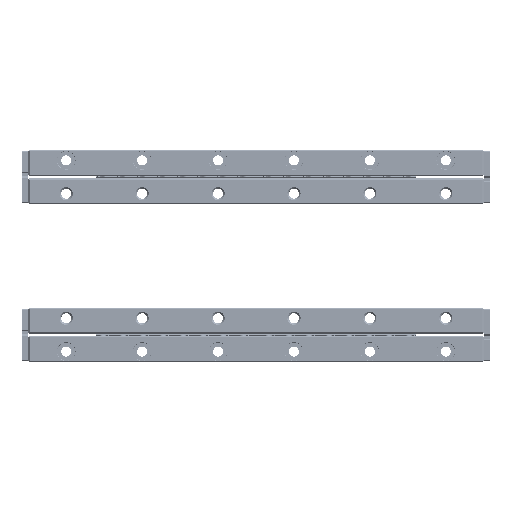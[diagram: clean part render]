
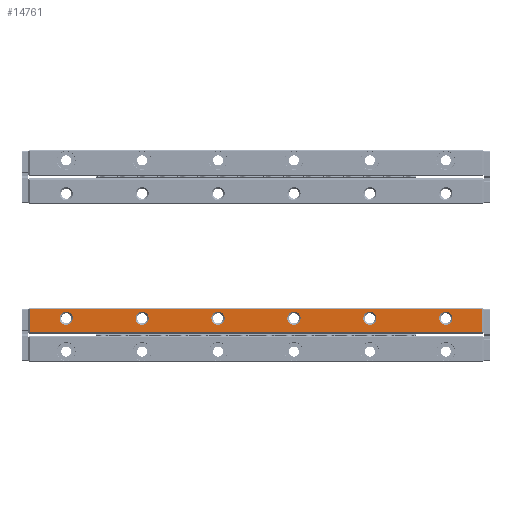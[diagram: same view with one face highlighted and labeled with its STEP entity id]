
A CAD part, top view. The second image highlights one B-rep face of the part: STEP entity #14761.
In plain terms, the highlighted planar face has unit normal (0, 0, 1).
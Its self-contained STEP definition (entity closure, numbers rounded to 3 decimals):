
#14761=ADVANCED_FACE('',(#25280,#25281,#25282,#25283,#25284,#25285,#25286),
#18766,.T.);
#18766=PLANE('',#81800);
#20351=CIRCLE('',#81794,2.175);
#20352=CIRCLE('',#81795,2.175);
#20353=CIRCLE('',#81796,2.175);
#20354=CIRCLE('',#81797,2.175);
#20355=CIRCLE('',#81798,2.175);
#20356=CIRCLE('',#81799,2.175);
#25280=FACE_BOUND('',#27893,.T.);
#25281=FACE_BOUND('',#27894,.T.);
#25282=FACE_BOUND('',#27895,.T.);
#25283=FACE_BOUND('',#27896,.T.);
#25284=FACE_BOUND('',#27897,.T.);
#25285=FACE_BOUND('',#27898,.T.);
#25286=FACE_BOUND('',#27899,.T.);
#27893=EDGE_LOOP('',(#34937));
#27894=EDGE_LOOP('',(#34938));
#27895=EDGE_LOOP('',(#34939));
#27896=EDGE_LOOP('',(#34940));
#27897=EDGE_LOOP('',(#34941));
#27898=EDGE_LOOP('',(#34942));
#27899=EDGE_LOOP('',(#34943,#34944,#34945,#34946));
#34937=ORIENTED_EDGE('',*,*,#61697,.T.);
#34938=ORIENTED_EDGE('',*,*,#61698,.T.);
#34939=ORIENTED_EDGE('',*,*,#61699,.T.);
#34940=ORIENTED_EDGE('',*,*,#61700,.T.);
#34941=ORIENTED_EDGE('',*,*,#61701,.T.);
#34942=ORIENTED_EDGE('',*,*,#61702,.T.);
#34943=ORIENTED_EDGE('',*,*,#61703,.T.);
#34944=ORIENTED_EDGE('',*,*,#61704,.T.);
#34945=ORIENTED_EDGE('',*,*,#61705,.T.);
#34946=ORIENTED_EDGE('',*,*,#61706,.T.);
#54315=VERTEX_POINT('',#113754);
#54316=VERTEX_POINT('',#113756);
#54317=VERTEX_POINT('',#113758);
#54318=VERTEX_POINT('',#113760);
#54319=VERTEX_POINT('',#113762);
#54320=VERTEX_POINT('',#113764);
#54321=VERTEX_POINT('',#113766);
#54322=VERTEX_POINT('',#113767);
#54323=VERTEX_POINT('',#113769);
#54324=VERTEX_POINT('',#113771);
#61697=EDGE_CURVE('',#54315,#54315,#20351,.T.);
#61698=EDGE_CURVE('',#54316,#54316,#20352,.T.);
#61699=EDGE_CURVE('',#54317,#54317,#20353,.T.);
#61700=EDGE_CURVE('',#54318,#54318,#20354,.T.);
#61701=EDGE_CURVE('',#54319,#54319,#20355,.T.);
#61702=EDGE_CURVE('',#54320,#54320,#20356,.T.);
#61703=EDGE_CURVE('',#54321,#54322,#71653,.T.);
#61704=EDGE_CURVE('',#54322,#54323,#71654,.T.);
#61705=EDGE_CURVE('',#54323,#54324,#71655,.T.);
#61706=EDGE_CURVE('',#54324,#54321,#71656,.T.);
#71653=LINE('',#113765,#76977);
#71654=LINE('',#113768,#76978);
#71655=LINE('',#113770,#76979);
#71656=LINE('',#113772,#76980);
#76977=VECTOR('',#90654,1.);
#76978=VECTOR('',#90655,1.);
#76979=VECTOR('',#90656,1.);
#76980=VECTOR('',#90657,1.);
#81794=AXIS2_PLACEMENT_3D('',#113753,#90642,#90643);
#81795=AXIS2_PLACEMENT_3D('',#113755,#90644,#90645);
#81796=AXIS2_PLACEMENT_3D('',#113757,#90646,#90647);
#81797=AXIS2_PLACEMENT_3D('',#113759,#90648,#90649);
#81798=AXIS2_PLACEMENT_3D('',#113761,#90650,#90651);
#81799=AXIS2_PLACEMENT_3D('',#113763,#90652,#90653);
#81800=AXIS2_PLACEMENT_3D('',#113773,#90658,#90659);
#90642=DIRECTION('',(0.,0.,-1.));
#90643=DIRECTION('',(1.,0.,0.));
#90644=DIRECTION('',(0.,0.,-1.));
#90645=DIRECTION('',(1.,0.,0.));
#90646=DIRECTION('',(0.,0.,-1.));
#90647=DIRECTION('',(1.,0.,0.));
#90648=DIRECTION('',(0.,0.,-1.));
#90649=DIRECTION('',(1.,0.,0.));
#90650=DIRECTION('',(0.,0.,-1.));
#90651=DIRECTION('',(1.,0.,0.));
#90652=DIRECTION('',(0.,0.,-1.));
#90653=DIRECTION('',(1.,0.,0.));
#90654=DIRECTION('',(-1.,0.,0.));
#90655=DIRECTION('',(0.,-1.,0.));
#90656=DIRECTION('',(1.,0.,0.));
#90657=DIRECTION('',(0.,1.,0.));
#90658=DIRECTION('',(0.,0.,1.));
#90659=DIRECTION('',(-1.,0.,0.));
#113753=CARTESIAN_POINT('',(137.5,14.5,8.));
#113754=CARTESIAN_POINT('',(139.675,14.5,8.));
#113755=CARTESIAN_POINT('',(112.5,14.5,8.));
#113756=CARTESIAN_POINT('',(114.675,14.5,8.));
#113757=CARTESIAN_POINT('',(87.5,14.5,8.));
#113758=CARTESIAN_POINT('',(89.675,14.5,8.));
#113759=CARTESIAN_POINT('',(62.5,14.5,8.));
#113760=CARTESIAN_POINT('',(64.675,14.5,8.));
#113761=CARTESIAN_POINT('',(37.5,14.5,8.));
#113762=CARTESIAN_POINT('',(39.675,14.5,8.));
#113763=CARTESIAN_POINT('',(12.5,14.5,8.));
#113764=CARTESIAN_POINT('',(14.675,14.5,8.));
#113765=CARTESIAN_POINT('',(75.,17.575,8.));
#113766=CARTESIAN_POINT('',(149.575,17.575,8.));
#113767=CARTESIAN_POINT('',(0.425,17.575,8.));
#113768=CARTESIAN_POINT('',(0.425,13.7,8.));
#113769=CARTESIAN_POINT('',(0.425,9.825,8.));
#113770=CARTESIAN_POINT('',(75.,9.825,8.));
#113771=CARTESIAN_POINT('',(149.575,9.825,8.));
#113772=CARTESIAN_POINT('',(149.575,13.7,8.));
#113773=CARTESIAN_POINT('',(75.,13.7,8.));
